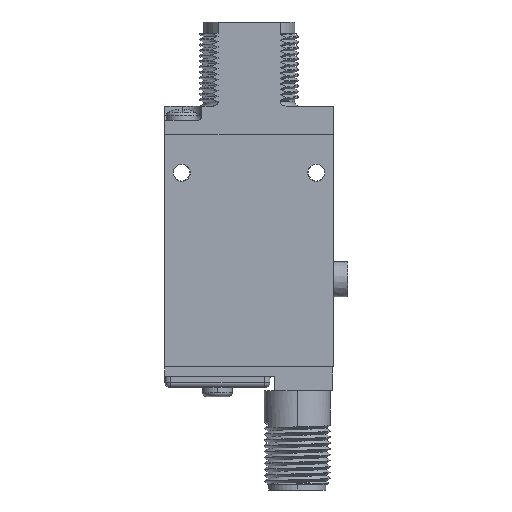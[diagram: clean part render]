
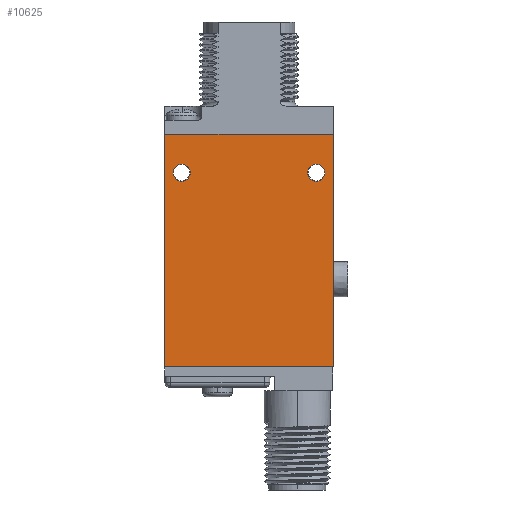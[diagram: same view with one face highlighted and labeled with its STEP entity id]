
A CAD part, left-side view. The second image highlights one B-rep face of the part: STEP entity #10625.
In plain terms, the highlighted planar face has unit normal (-1, 0, 0).
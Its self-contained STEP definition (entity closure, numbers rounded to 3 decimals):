
#1=DIRECTION('',(0.,-1.,0.));
#2=VECTOR('',#1,0.076);
#3=CARTESIAN_POINT('',(-6.02,-15.291,0.));
#4=LINE('',#3,#2);
#5=DIRECTION('',(0.,0.,-1.));
#6=VECTOR('',#5,42.164);
#7=CARTESIAN_POINT('',(-6.02,-15.367,0.));
#8=LINE('',#7,#6);
#9=DIRECTION('',(0.,1.,0.));
#10=VECTOR('',#9,30.785);
#11=CARTESIAN_POINT('',(-6.02,-15.367,-42.164));
#12=LINE('',#11,#10);
#13=DIRECTION('',(0.,0.,1.));
#14=VECTOR('',#13,42.164);
#15=CARTESIAN_POINT('',(-6.02,15.418,-42.164));
#16=LINE('',#15,#14);
#17=DIRECTION('',(0.,-1.,0.));
#18=VECTOR('',#17,0.127);
#19=CARTESIAN_POINT('',(-6.02,15.418,0.));
#20=LINE('',#19,#18);
#21=DIRECTION('',(0.,1.,0.));
#22=VECTOR('',#21,30.582);
#23=CARTESIAN_POINT('',(-6.02,-15.291,0.));
#24=LINE('',#23,#22);
#25=CARTESIAN_POINT('',(-6.02,12.243,-6.985));
#26=DIRECTION('',(1.,0.,0.));
#27=DIRECTION('',(0.,0.,-1.));
#28=AXIS2_PLACEMENT_3D('',#25,#26,#27);
#30=CARTESIAN_POINT('',(-6.02,12.243,-6.985));
#31=DIRECTION('',(1.,0.,0.));
#32=DIRECTION('',(0.,0.,1.));
#33=AXIS2_PLACEMENT_3D('',#30,#31,#32);
#35=CARTESIAN_POINT('',(-6.02,-12.192,-6.985));
#36=DIRECTION('',(1.,0.,0.));
#37=DIRECTION('',(0.,0.,-1.));
#38=AXIS2_PLACEMENT_3D('',#35,#36,#37);
#40=CARTESIAN_POINT('',(-6.02,-12.192,-6.985));
#41=DIRECTION('',(1.,0.,0.));
#42=DIRECTION('',(0.,0.,1.));
#43=AXIS2_PLACEMENT_3D('',#40,#41,#42);
#9696=CARTESIAN_POINT('',(-6.02,-15.367,0.));
#9697=CARTESIAN_POINT('',(-6.02,-15.367,-42.164));
#9698=VERTEX_POINT('',#9696);
#9699=VERTEX_POINT('',#9697);
#9700=CARTESIAN_POINT('',(-6.02,15.418,-42.164));
#9701=VERTEX_POINT('',#9700);
#9702=CARTESIAN_POINT('',(-6.02,15.418,0.));
#9703=VERTEX_POINT('',#9702);
#9712=CARTESIAN_POINT('',(-6.02,12.243,-8.535));
#9713=CARTESIAN_POINT('',(-6.02,12.243,-5.435));
#9714=VERTEX_POINT('',#9712);
#9715=VERTEX_POINT('',#9713);
#9716=CARTESIAN_POINT('',(-6.02,-12.192,-8.535));
#9717=CARTESIAN_POINT('',(-6.02,-12.192,-5.435));
#9718=VERTEX_POINT('',#9716);
#9719=VERTEX_POINT('',#9717);
#10124=CARTESIAN_POINT('',(-6.02,-15.291,0.));
#10125=CARTESIAN_POINT('',(-6.02,15.291,0.));
#10126=VERTEX_POINT('',#10124);
#10127=VERTEX_POINT('',#10125);
#10594=CARTESIAN_POINT('',(-6.02,-15.367,0.));
#10595=DIRECTION('',(1.,0.,0.));
#10596=DIRECTION('',(0.,0.,-1.));
#10597=AXIS2_PLACEMENT_3D('',#10594,#10595,#10596);
#10598=PLANE('',#10597);
#10600=ORIENTED_EDGE('',*,*,#10599,.T.);
#10602=ORIENTED_EDGE('',*,*,#10601,.T.);
#10604=ORIENTED_EDGE('',*,*,#10603,.T.);
#10606=ORIENTED_EDGE('',*,*,#10605,.T.);
#10608=ORIENTED_EDGE('',*,*,#10607,.T.);
#10610=ORIENTED_EDGE('',*,*,#10609,.F.);
#10611=EDGE_LOOP('',(#10600,#10602,#10604,#10606,#10608,#10610));
#10612=FACE_OUTER_BOUND('',#10611,.F.);
#10614=ORIENTED_EDGE('',*,*,#10613,.F.);
#10616=ORIENTED_EDGE('',*,*,#10615,.F.);
#10617=EDGE_LOOP('',(#10614,#10616));
#10618=FACE_BOUND('',#10617,.F.);
#10620=ORIENTED_EDGE('',*,*,#10619,.F.);
#10622=ORIENTED_EDGE('',*,*,#10621,.F.);
#10623=EDGE_LOOP('',(#10620,#10622));
#10624=FACE_BOUND('',#10623,.F.);
#10625=ADVANCED_FACE('',(#10612,#10618,#10624),#10598,.F.);
#29=CIRCLE('',#28,1.55);
#34=CIRCLE('',#33,1.55);
#39=CIRCLE('',#38,1.55);
#44=CIRCLE('',#43,1.55);
#10599=EDGE_CURVE('',#10126,#9698,#4,.T.);
#10601=EDGE_CURVE('',#9698,#9699,#8,.T.);
#10603=EDGE_CURVE('',#9699,#9701,#12,.T.);
#10605=EDGE_CURVE('',#9701,#9703,#16,.T.);
#10607=EDGE_CURVE('',#9703,#10127,#20,.T.);
#10609=EDGE_CURVE('',#10126,#10127,#24,.T.);
#10613=EDGE_CURVE('',#9714,#9715,#29,.T.);
#10615=EDGE_CURVE('',#9715,#9714,#34,.T.);
#10619=EDGE_CURVE('',#9718,#9719,#39,.T.);
#10621=EDGE_CURVE('',#9719,#9718,#44,.T.);
